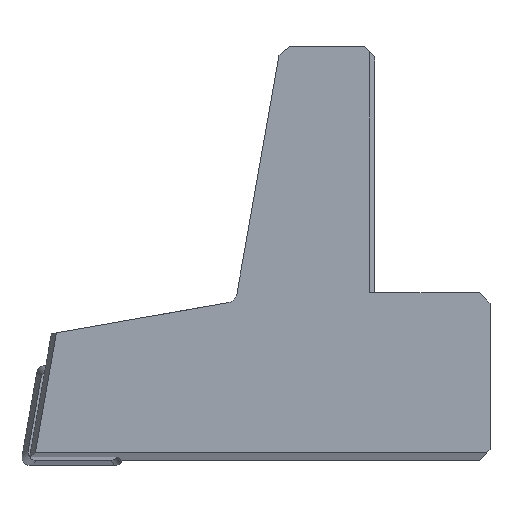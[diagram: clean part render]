
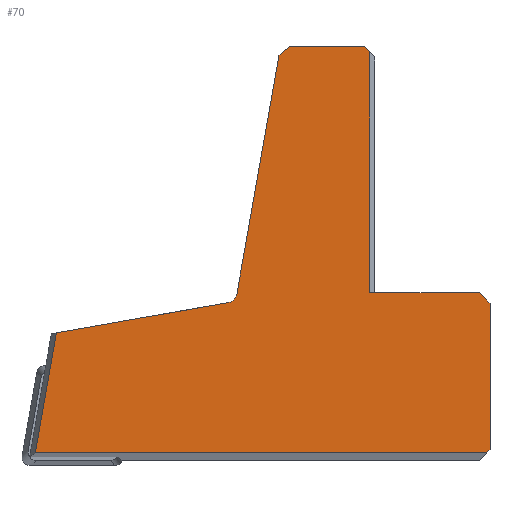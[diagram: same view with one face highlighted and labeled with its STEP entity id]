
A CAD part, front view. The second image highlights one B-rep face of the part: STEP entity #70.
In plain terms, the highlighted planar face has unit normal (0, -1, 0).
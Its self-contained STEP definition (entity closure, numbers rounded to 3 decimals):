
#63=CIRCLE('',#721,1.);
#70=ADVANCED_FACE('',(#134),#105,.F.);
#105=PLANE('',#722);
#134=FACE_OUTER_BOUND('',#169,.T.);
#169=EDGE_LOOP('',(#223,#224,#225,#226,#227,#228,#229,#230,#231,#232,#233,
#234,#235));
#223=ORIENTED_EDGE('',*,*,#459,.F.);
#224=ORIENTED_EDGE('',*,*,#460,.F.);
#225=ORIENTED_EDGE('',*,*,#461,.F.);
#226=ORIENTED_EDGE('',*,*,#462,.T.);
#227=ORIENTED_EDGE('',*,*,#463,.F.);
#228=ORIENTED_EDGE('',*,*,#464,.T.);
#229=ORIENTED_EDGE('',*,*,#449,.F.);
#230=ORIENTED_EDGE('',*,*,#446,.F.);
#231=ORIENTED_EDGE('',*,*,#465,.F.);
#232=ORIENTED_EDGE('',*,*,#466,.F.);
#233=ORIENTED_EDGE('',*,*,#467,.F.);
#234=ORIENTED_EDGE('',*,*,#468,.T.);
#235=ORIENTED_EDGE('',*,*,#469,.F.);
#386=VERTEX_POINT('',#958);
#387=VERTEX_POINT('',#960);
#389=VERTEX_POINT('',#966);
#395=VERTEX_POINT('',#986);
#396=VERTEX_POINT('',#987);
#397=VERTEX_POINT('',#989);
#398=VERTEX_POINT('',#991);
#399=VERTEX_POINT('',#993);
#400=VERTEX_POINT('',#995);
#401=VERTEX_POINT('',#998);
#402=VERTEX_POINT('',#1000);
#403=VERTEX_POINT('',#1002);
#404=VERTEX_POINT('',#1004);
#446=EDGE_CURVE('',#386,#387,#537,.T.);
#449=EDGE_CURVE('',#387,#389,#540,.T.);
#459=EDGE_CURVE('',#395,#396,#550,.T.);
#460=EDGE_CURVE('',#397,#395,#551,.T.);
#461=EDGE_CURVE('',#398,#397,#552,.T.);
#462=EDGE_CURVE('',#398,#399,#553,.T.);
#463=EDGE_CURVE('',#400,#399,#63,.T.);
#464=EDGE_CURVE('',#400,#389,#554,.T.);
#465=EDGE_CURVE('',#401,#386,#555,.T.);
#466=EDGE_CURVE('',#402,#401,#556,.T.);
#467=EDGE_CURVE('',#403,#402,#557,.T.);
#468=EDGE_CURVE('',#403,#404,#558,.T.);
#469=EDGE_CURVE('',#396,#404,#559,.T.);
#537=LINE('',#959,#616);
#540=LINE('',#965,#619);
#550=LINE('',#985,#629);
#551=LINE('',#988,#630);
#552=LINE('',#990,#631);
#553=LINE('',#992,#632);
#554=LINE('',#996,#633);
#555=LINE('',#997,#634);
#556=LINE('',#999,#635);
#557=LINE('',#1001,#636);
#558=LINE('',#1003,#637);
#559=LINE('',#1005,#638);
#616=VECTOR('',#776,1.);
#619=VECTOR('',#781,1.);
#629=VECTOR('',#799,1.);
#630=VECTOR('',#800,1.);
#631=VECTOR('',#801,1.);
#632=VECTOR('',#802,1.);
#633=VECTOR('',#805,1.);
#634=VECTOR('',#806,1.);
#635=VECTOR('',#807,1.);
#636=VECTOR('',#808,1.);
#637=VECTOR('',#809,1.);
#638=VECTOR('',#810,1.);
#721=AXIS2_PLACEMENT_3D('',#994,#803,#804);
#722=AXIS2_PLACEMENT_3D('',#1006,#811,#812);
#776=DIRECTION('',(-1.,0.,0.));
#781=DIRECTION('',(0.174,0.,0.985));
#799=DIRECTION('',(0.707,0.,-0.707));
#800=DIRECTION('',(1.,0.,0.));
#801=DIRECTION('',(0.766,0.,0.643));
#802=DIRECTION('',(-0.174,0.,-0.985));
#803=DIRECTION('',(0.,-1.,0.));
#804=DIRECTION('',(0.174,0.,-0.985));
#805=DIRECTION('',(-0.985,0.,-0.174));
#806=DIRECTION('',(-0.707,0.,-0.707));
#807=DIRECTION('',(0.,0.,-1.));
#808=DIRECTION('',(0.707,0.,-0.707));
#809=DIRECTION('',(-1.,0.,0.));
#810=DIRECTION('',(0.,0.,-1.));
#811=DIRECTION('',(0.,1.,0.));
#812=DIRECTION('',(0.,0.,1.));
#958=CARTESIAN_POINT('',(10.7,-8.,-15.3));
#959=CARTESIAN_POINT('',(10.7,-8.,-15.3));
#960=CARTESIAN_POINT('',(-32.406,-8.,-15.3));
#965=CARTESIAN_POINT('',(-32.406,-8.,-15.3));
#966=CARTESIAN_POINT('',(-30.385,-8.,-3.839));
#985=CARTESIAN_POINT('',(-1.,-8.,23.5));
#986=CARTESIAN_POINT('',(-1.,-8.,23.5));
#987=CARTESIAN_POINT('',(-0.5,-8.,23.));
#988=CARTESIAN_POINT('',(-8.161,-8.,23.5));
#989=CARTESIAN_POINT('',(-8.161,-8.,23.5));
#990=CARTESIAN_POINT('',(-9.146,-8.,22.674));
#991=CARTESIAN_POINT('',(-9.146,-8.,22.674));
#992=CARTESIAN_POINT('',(-9.146,-8.,22.674));
#993=CARTESIAN_POINT('',(-13.167,-8.,-0.135));
#994=CARTESIAN_POINT('',(-14.152,-8.,0.039));
#995=CARTESIAN_POINT('',(-13.979,-8.,-0.946));
#996=CARTESIAN_POINT('',(-13.979,-8.,-0.946));
#997=CARTESIAN_POINT('',(11.,-8.,-15.));
#998=CARTESIAN_POINT('',(11.,-8.,-15.));
#999=CARTESIAN_POINT('',(11.,-8.,-1.));
#1000=CARTESIAN_POINT('',(11.,-8.,-1.));
#1001=CARTESIAN_POINT('',(10.,-8.,0.));
#1002=CARTESIAN_POINT('',(10.,-8.,0.));
#1003=CARTESIAN_POINT('',(10.,-8.,0.));
#1004=CARTESIAN_POINT('',(-0.5,-8.,0.));
#1005=CARTESIAN_POINT('',(-0.5,-8.,23.));
#1006=CARTESIAN_POINT('',(-38.317,-8.,-16.));
